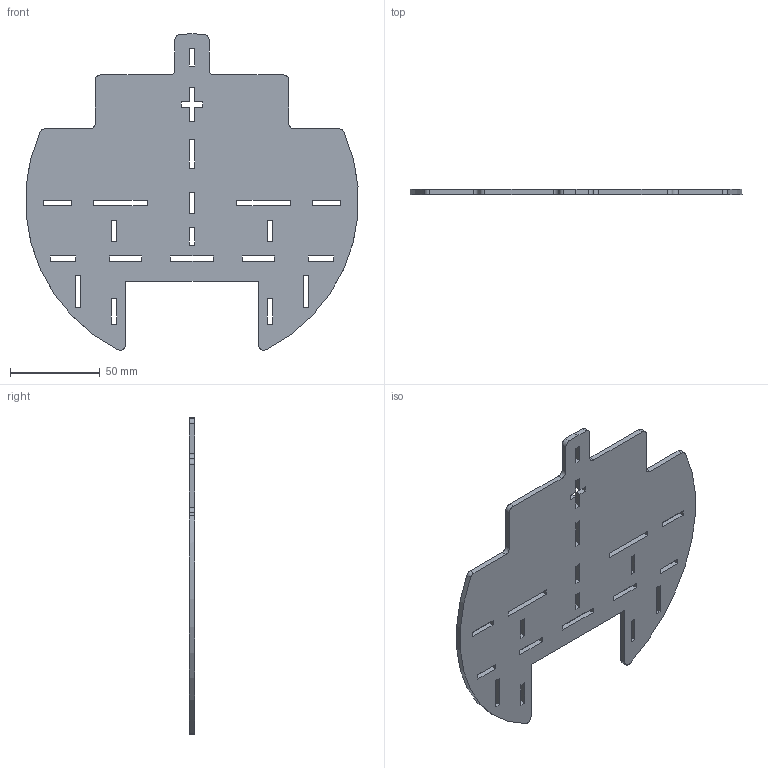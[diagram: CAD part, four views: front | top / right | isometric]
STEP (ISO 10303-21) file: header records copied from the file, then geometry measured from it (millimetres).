
FILE_DESCRIPTION (( 'STEP AP203' ), '1' );
FILE_NAME ('frame-4-1.step', '2015-02-17T13:04:53', ( 'Cesar' ), ( '' ), 'SwSTEP 2.0', 'SolidWorks 2013', '' );
FILE_SCHEMA (( 'CONFIG_CONTROL_DESIGN' ));
Length unit declared in the file: millimetre
Products named in the file (1): frame-4-1
Bounding box: 185.31 x 3 x 176.58 mm (x, y, z)
Volume: 60153.8 mm3; surface area: 44643.3 mm2
Topology: 1 solids, 1 shells, 119 faces, 351 edges, 234 vertices
Faces by surface type: plane 101, cylinder 14, bspline 4
Entity records: 4502 total; most frequent: CARTESIAN_POINT 1165, ORIENTED_EDGE 702, DIRECTION 603, EDGE_CURVE 351, LINE 315, VECTOR 315, VERTEX_POINT 234, EDGE_LOOP 159
